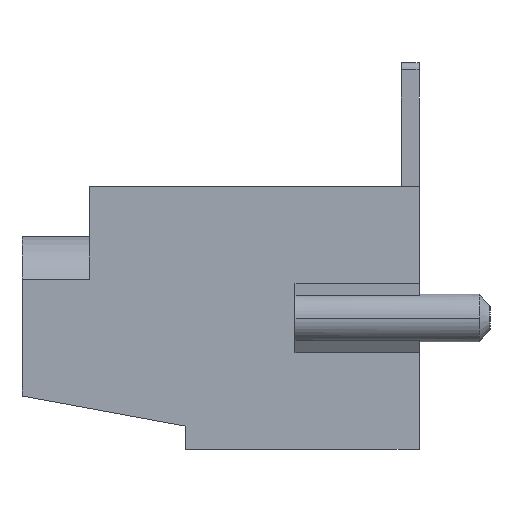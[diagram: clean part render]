
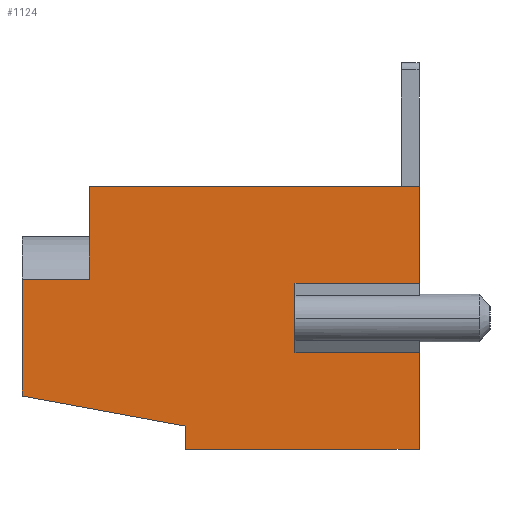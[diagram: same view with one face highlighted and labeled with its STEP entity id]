
A CAD part, left-side view. The second image highlights one B-rep face of the part: STEP entity #1124.
In plain terms, the highlighted planar face has unit normal (-1, 0, 0).
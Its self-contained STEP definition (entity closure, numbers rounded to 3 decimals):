
#31 = CARTESIAN_POINT ( 'NONE',  ( -10.6, 3.7, 0. ) ) ;
#75 = EDGE_CURVE ( 'NONE', #345, #7550, #12256, .T. ) ;
#309 = CARTESIAN_POINT ( 'NONE',  ( -10.6, 0., 6.55 ) ) ;
#328 = VECTOR ( 'NONE', #11600, 1000. ) ;
#345 = VERTEX_POINT ( 'NONE', #3300 ) ;
#404 = CARTESIAN_POINT ( 'NONE',  ( -10.6, -0.975, 0. ) ) ;
#456 = EDGE_CURVE ( 'NONE', #1272, #14546, #3011, .T. ) ;
#615 = VECTOR ( 'NONE', #8419, 1000. ) ;
#623 = LINE ( 'NONE', #1304, #5766 ) ;
#814 = CARTESIAN_POINT ( 'NONE',  ( -10.6, -3.7, -4.65 ) ) ;
#831 = ORIENTED_EDGE ( 'NONE', *, *, #75, .F. ) ;
#1027 = DIRECTION ( 'NONE',  ( 0., 0., -1. ) ) ;
#1049 = FACE_OUTER_BOUND ( 'NONE', #13340, .T. ) ;
#1124 = ADVANCED_FACE ( 'NONE', ( #1049 ), #7857, .F. ) ;
#1197 = DIRECTION ( 'NONE',  ( 0., 1., 0. ) ) ;
#1267 = VECTOR ( 'NONE', #1197, 1000. ) ;
#1272 = VERTEX_POINT ( 'NONE', #9564 ) ;
#1304 = CARTESIAN_POINT ( 'NONE',  ( -10.6, 0., -1.15 ) ) ;
#1428 = CARTESIAN_POINT ( 'NONE',  ( -10.6, -1.1, 0. ) ) ;
#1672 = CARTESIAN_POINT ( 'NONE',  ( -10.6, -3.7, 4.65 ) ) ;
#1746 = CARTESIAN_POINT ( 'NONE',  ( -10.6, 0.975, 0. ) ) ;
#1828 = CARTESIAN_POINT ( 'NONE',  ( -10.6, 3.7, 1.95 ) ) ;
#1904 = LINE ( 'NONE', #13978, #14667 ) ;
#2077 = VERTEX_POINT ( 'NONE', #5707 ) ;
#2372 = DIRECTION ( 'NONE',  ( 0., -1., 0. ) ) ;
#2604 = CARTESIAN_POINT ( 'NONE',  ( -10.6, 3.7, -4.65 ) ) ;
#2826 = VECTOR ( 'NONE', #5235, 1000. ) ;
#2888 = ORIENTED_EDGE ( 'NONE', *, *, #9832, .F. ) ;
#3011 = LINE ( 'NONE', #1828, #2826 ) ;
#3300 = CARTESIAN_POINT ( 'NONE',  ( -10.6, -0.975, -4.65 ) ) ;
#3386 = DIRECTION ( 'NONE',  ( 1., 0., 0. ) ) ;
#3403 = VECTOR ( 'NONE', #7991, 1000. ) ;
#3762 = ORIENTED_EDGE ( 'NONE', *, *, #456, .T. ) ;
#3795 = EDGE_CURVE ( 'NONE', #2077, #12217, #12039, .T. ) ;
#4035 = DIRECTION ( 'NONE',  ( 0., 1., 0. ) ) ;
#4514 = ORIENTED_EDGE ( 'NONE', *, *, #5304, .F. ) ;
#4688 = VECTOR ( 'NONE', #6089, 1000. ) ;
#4702 = ORIENTED_EDGE ( 'NONE', *, *, #12304, .F. ) ;
#4785 = VERTEX_POINT ( 'NONE', #2604 ) ;
#4795 = VECTOR ( 'NONE', #6110, 1000. ) ;
#5173 = VECTOR ( 'NONE', #2372, 1000. ) ;
#5198 = EDGE_CURVE ( 'NONE', #1272, #2077, #1904, .T. ) ;
#5235 = DIRECTION ( 'NONE',  ( 0., 1., 0. ) ) ;
#5304 = EDGE_CURVE ( 'NONE', #11094, #4785, #13931, .T. ) ;
#5625 = VECTOR ( 'NONE', #8283, 1000. ) ;
#5707 = CARTESIAN_POINT ( 'NONE',  ( -10.6, 2.2, 6.55 ) ) ;
#5766 = VECTOR ( 'NONE', #5887, 1000. ) ;
#5872 = EDGE_CURVE ( 'NONE', #13207, #11094, #6489, .T. ) ;
#5887 = DIRECTION ( 'NONE',  ( 0., 1., 0. ) ) ;
#5951 = VERTEX_POINT ( 'NONE', #10664 ) ;
#6042 = DIRECTION ( 'NONE',  ( 0., -0.182, 0.983 ) ) ;
#6089 = DIRECTION ( 'NONE',  ( 0., 0., -1. ) ) ;
#6110 = DIRECTION ( 'NONE',  ( 0., 0., 1. ) ) ;
#6489 = LINE ( 'NONE', #1746, #4688 ) ;
#6572 = EDGE_CURVE ( 'NONE', #7904, #9645, #14455, .T. ) ;
#7097 = CARTESIAN_POINT ( 'NONE',  ( -10.6, -3.7, -4.65 ) ) ;
#7213 = AXIS2_PLACEMENT_3D ( 'NONE', #10239, #3386, #1027 ) ;
#7257 = CARTESIAN_POINT ( 'NONE',  ( -10.6, -0.975, -1.15 ) ) ;
#7395 = EDGE_CURVE ( 'NONE', #5951, #9645, #8040, .T. ) ;
#7550 = VERTEX_POINT ( 'NONE', #7257 ) ;
#7618 = ORIENTED_EDGE ( 'NONE', *, *, #7395, .F. ) ;
#7841 = LINE ( 'NONE', #12543, #1267 ) ;
#7857 = PLANE ( 'NONE',  #7213 ) ;
#7904 = VERTEX_POINT ( 'NONE', #7097 ) ;
#7991 = DIRECTION ( 'NONE',  ( 0., 0., 1. ) ) ;
#8040 = LINE ( 'NONE', #9313, #5173 ) ;
#8224 = CARTESIAN_POINT ( 'NONE',  ( -10.6, -1.1, 6.55 ) ) ;
#8283 = DIRECTION ( 'NONE',  ( 0., 0., -1. ) ) ;
#8419 = DIRECTION ( 'NONE',  ( 0., 0., 1. ) ) ;
#8499 = CARTESIAN_POINT ( 'NONE',  ( -10.6, -3.7, 4.65 ) ) ;
#8615 = ORIENTED_EDGE ( 'NONE', *, *, #13458, .F. ) ;
#8679 = LINE ( 'NONE', #1428, #5625 ) ;
#9313 = CARTESIAN_POINT ( 'NONE',  ( -10.6, 0., 4.65 ) ) ;
#9380 = EDGE_CURVE ( 'NONE', #4785, #14546, #9972, .T. ) ;
#9564 = CARTESIAN_POINT ( 'NONE',  ( -10.6, 3.05, 1.95 ) ) ;
#9645 = VERTEX_POINT ( 'NONE', #8499 ) ;
#9832 = EDGE_CURVE ( 'NONE', #7904, #345, #7841, .T. ) ;
#9972 = LINE ( 'NONE', #31, #3403 ) ;
#10208 = ORIENTED_EDGE ( 'NONE', *, *, #5872, .F. ) ;
#10239 = CARTESIAN_POINT ( 'NONE',  ( -10.6, 0., 0. ) ) ;
#10346 = ORIENTED_EDGE ( 'NONE', *, *, #6572, .T. ) ;
#10389 = ORIENTED_EDGE ( 'NONE', *, *, #3795, .F. ) ;
#10574 = VECTOR ( 'NONE', #4035, 1000. ) ;
#10664 = CARTESIAN_POINT ( 'NONE',  ( -10.6, -1.1, 4.65 ) ) ;
#11094 = VERTEX_POINT ( 'NONE', #13673 ) ;
#11600 = DIRECTION ( 'NONE',  ( 0., -1., 0. ) ) ;
#12039 = LINE ( 'NONE', #309, #328 ) ;
#12217 = VERTEX_POINT ( 'NONE', #8224 ) ;
#12256 = LINE ( 'NONE', #404, #4795 ) ;
#12304 = EDGE_CURVE ( 'NONE', #12217, #5951, #8679, .T. ) ;
#12543 = CARTESIAN_POINT ( 'NONE',  ( -10.6, -3.7, -4.65 ) ) ;
#12682 = ORIENTED_EDGE ( 'NONE', *, *, #9380, .F. ) ;
#13112 = CARTESIAN_POINT ( 'NONE',  ( -10.6, 0.975, -1.15 ) ) ;
#13179 = CARTESIAN_POINT ( 'NONE',  ( -10.6, 3.7, 1.95 ) ) ;
#13207 = VERTEX_POINT ( 'NONE', #13112 ) ;
#13340 = EDGE_LOOP ( 'NONE', ( #2888, #10346, #7618, #4702, #10389, #14698, #3762, #12682, #4514, #10208, #8615, #831 ) ) ;
#13458 = EDGE_CURVE ( 'NONE', #7550, #13207, #623, .T. ) ;
#13673 = CARTESIAN_POINT ( 'NONE',  ( -10.6, 0.975, -4.65 ) ) ;
#13931 = LINE ( 'NONE', #814, #10574 ) ;
#13978 = CARTESIAN_POINT ( 'NONE',  ( -10.6, 3.05, 1.95 ) ) ;
#14455 = LINE ( 'NONE', #1672, #615 ) ;
#14546 = VERTEX_POINT ( 'NONE', #13179 ) ;
#14667 = VECTOR ( 'NONE', #6042, 1000. ) ;
#14698 = ORIENTED_EDGE ( 'NONE', *, *, #5198, .F. ) ;
